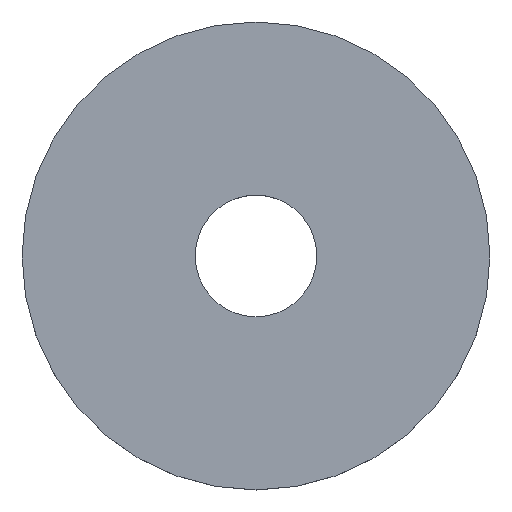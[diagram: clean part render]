
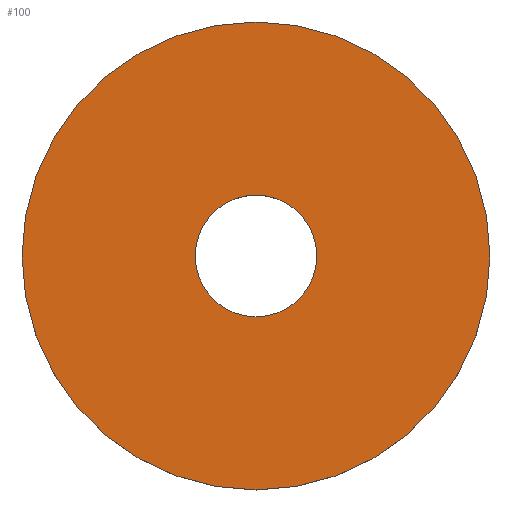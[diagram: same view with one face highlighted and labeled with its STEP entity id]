
A CAD part, top view. The second image highlights one B-rep face of the part: STEP entity #100.
In plain terms, the highlighted planar face has unit normal (0, 0, 1).
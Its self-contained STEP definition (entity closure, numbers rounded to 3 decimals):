
#3 = DIRECTION ( 'NONE',  ( 0., 0., 1. ) ) ;
#6 = VERTEX_POINT ( 'NONE', #24 ) ;
#10 = CIRCLE ( 'NONE', #104, 25. ) ;
#21 = DIRECTION ( 'NONE',  ( 0., -1., 0. ) ) ;
#23 = AXIS2_PLACEMENT_3D ( 'NONE', #135, #3, #21 ) ;
#24 = CARTESIAN_POINT ( 'NONE',  ( 0., 6.5, 4. ) ) ;
#31 = EDGE_LOOP ( 'NONE', ( #146 ) ) ;
#33 = VERTEX_POINT ( 'NONE', #126 ) ;
#43 = EDGE_LOOP ( 'NONE', ( #53 ) ) ;
#53 = ORIENTED_EDGE ( 'NONE', *, *, #95, .T. ) ;
#65 = DIRECTION ( 'NONE',  ( 0., 0., -1. ) ) ;
#67 = EDGE_CURVE ( 'NONE', #33, #33, #10, .T. ) ;
#69 = PLANE ( 'NONE',  #23 ) ;
#82 = FACE_OUTER_BOUND ( 'NONE', #31, .T. ) ;
#91 = DIRECTION ( 'NONE',  ( 0., 1., 0. ) ) ;
#95 = EDGE_CURVE ( 'NONE', #6, #6, #168, .T. ) ;
#100 = ADVANCED_FACE ( 'NONE', ( #144, #82 ), #69, .T. ) ;
#104 = AXIS2_PLACEMENT_3D ( 'NONE', #143, #65, #121 ) ;
#105 = CARTESIAN_POINT ( 'NONE',  ( 0., 0., 4. ) ) ;
#108 = AXIS2_PLACEMENT_3D ( 'NONE', #105, #157, #91 ) ;
#121 = DIRECTION ( 'NONE',  ( 0., 1., 0. ) ) ;
#126 = CARTESIAN_POINT ( 'NONE',  ( 0., 25., 4. ) ) ;
#135 = CARTESIAN_POINT ( 'NONE',  ( 0., 6.5, 4. ) ) ;
#143 = CARTESIAN_POINT ( 'NONE',  ( 0., 0., 4. ) ) ;
#144 = FACE_BOUND ( 'NONE', #43, .T. ) ;
#146 = ORIENTED_EDGE ( 'NONE', *, *, #67, .F. ) ;
#157 = DIRECTION ( 'NONE',  ( 0., 0., -1. ) ) ;
#168 = CIRCLE ( 'NONE', #108, 6.5 ) ;
